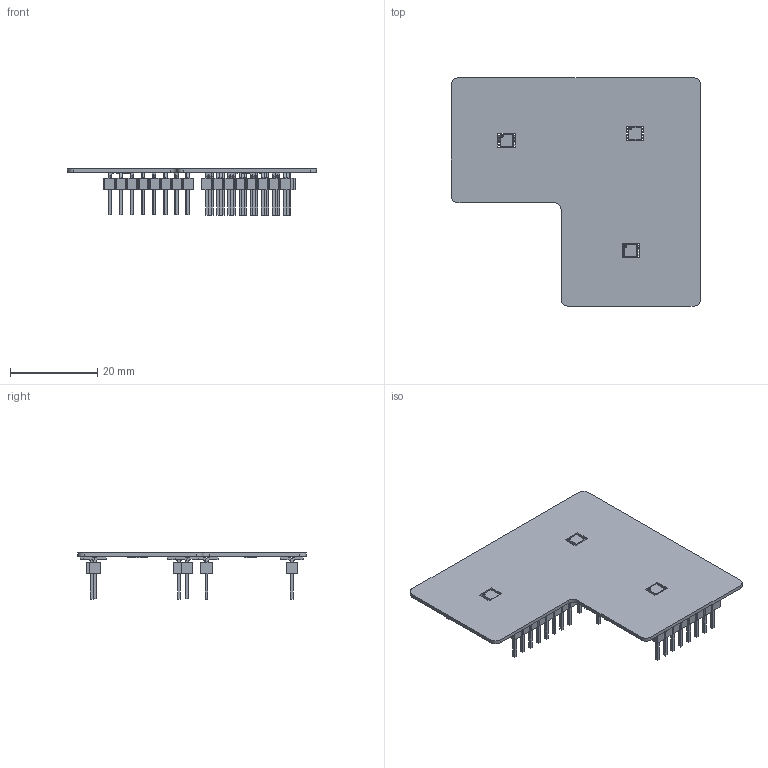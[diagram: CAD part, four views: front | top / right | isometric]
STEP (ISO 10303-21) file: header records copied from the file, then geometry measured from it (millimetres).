
FILE_DESCRIPTION(('KiCad electronic assembly'),'2;1');
FILE_NAME('perovskite_contact_board.step','2022-11-24T08:48:55',( 'An Author'),('A Company'),'Open CASCADE STEP processor 7.5', 'KiCad to STEP converter','Unknown');
FILE_SCHEMA(('AUTOMOTIVE_DESIGN { 1 0 10303 214 1 1 1 1 }'));
Length unit declared in the file: millimetre
Products named in the file (6): Open CASCADE STEP translator 7.5 1; TSM-108-01-T-SV; COMPOUND; MCP9801-M_MS
Assembly tree (12 placements, depth 3):
  Open CASCADE STEP translator 7.5 1
    TSM-108-01-T-SV  x6
      COMPOUND
    MCP9801-M_MS  x3
      COMPOUND
    COMPOUND
Bounding box: 57 x 52.2 x 10.58 mm (x, y, z)
Volume: 2852.2 mm3; surface area: 8231.4 mm2
Topology: 40 solids, 40 shells, 1658 faces, 4461 edges, 2958 vertices
Faces by surface type: plane 1457, cylinder 201
Full cylindrical faces by diameter (mm): 0.375 x3
Entity records: 23917 total; most frequent: CARTESIAN_POINT 4162, DIRECTION 3685, LINE 2661, VECTOR 2661, ORIENTED_EDGE 1918, PCURVE 1918, DEFINITIONAL_REPRESENTATION 1918, EDGE_CURVE 959
